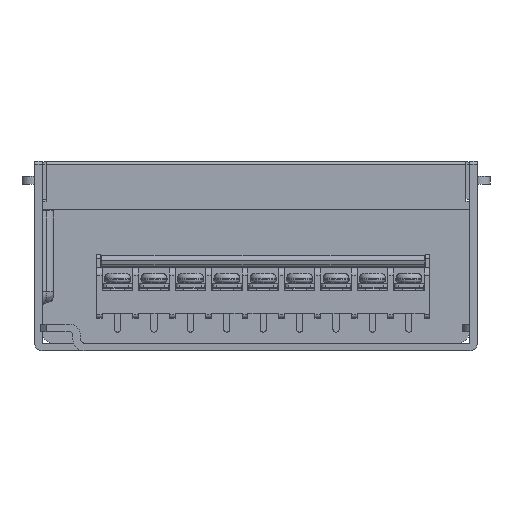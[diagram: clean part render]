
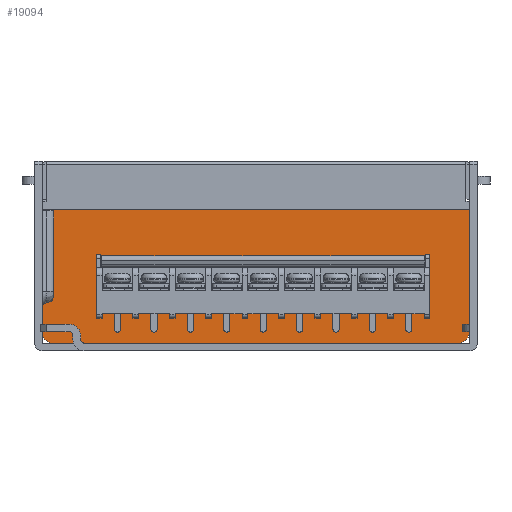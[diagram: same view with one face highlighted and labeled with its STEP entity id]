
A CAD part, left-side view. The second image highlights one B-rep face of the part: STEP entity #19094.
In plain terms, the highlighted planar face has unit normal (-1, 0, 0).
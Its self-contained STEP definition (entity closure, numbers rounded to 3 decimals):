
#6826=LINE('',#111471,#13772);
#6830=LINE('',#111480,#13776);
#6836=LINE('',#111494,#13782);
#6838=LINE('',#111498,#13784);
#6841=LINE('',#111504,#13787);
#6845=LINE('',#111515,#13791);
#6846=LINE('',#111519,#13792);
#6847=LINE('',#111521,#13793);
#13772=VECTOR('',#84050,1.);
#13776=VECTOR('',#84056,1.);
#13782=VECTOR('',#84064,1.);
#13784=VECTOR('',#84068,1.);
#13787=VECTOR('',#84073,1.);
#13791=VECTOR('',#84083,1.);
#13792=VECTOR('',#84090,1.);
#13793=VECTOR('',#84091,1.);
#19094=ADVANCED_FACE('',(#24598),#21630,.T.);
#21630=PLANE('',#71136);
#24598=FACE_OUTER_BOUND('',#28444,.T.);
#28444=EDGE_LOOP('',(#43973,#43974,#43975,#43976,#43977,#43978,#43979,#43980,
#43981,#43982));
#43973=ORIENTED_EDGE('',*,*,#65269,.T.);
#43974=ORIENTED_EDGE('',*,*,#65281,.T.);
#43975=ORIENTED_EDGE('',*,*,#65263,.T.);
#43976=ORIENTED_EDGE('',*,*,#65282,.T.);
#43977=ORIENTED_EDGE('',*,*,#65259,.F.);
#43978=ORIENTED_EDGE('',*,*,#65274,.F.);
#43979=ORIENTED_EDGE('',*,*,#65280,.F.);
#43980=ORIENTED_EDGE('',*,*,#65283,.F.);
#43981=ORIENTED_EDGE('',*,*,#65284,.F.);
#43982=ORIENTED_EDGE('',*,*,#65271,.F.);
#56749=VERTEX_POINT('',#111472);
#56750=VERTEX_POINT('',#111473);
#56753=VERTEX_POINT('',#111481);
#56754=VERTEX_POINT('',#111482);
#56759=VERTEX_POINT('',#111493);
#56760=VERTEX_POINT('',#111495);
#56761=VERTEX_POINT('',#111499);
#56763=VERTEX_POINT('',#111505);
#56766=VERTEX_POINT('',#111514);
#56767=VERTEX_POINT('',#111520);
#65259=EDGE_CURVE('',#56749,#56750,#6826,.T.);
#65263=EDGE_CURVE('',#56753,#56754,#6830,.T.);
#65269=EDGE_CURVE('',#56760,#56759,#6836,.T.);
#65271=EDGE_CURVE('',#56760,#56761,#6838,.T.);
#65274=EDGE_CURVE('',#56763,#56749,#6841,.T.);
#65280=EDGE_CURVE('',#56766,#56763,#6845,.T.);
#65281=EDGE_CURVE('',#56759,#56753,#68127,.T.);
#65282=EDGE_CURVE('',#56754,#56750,#68128,.T.);
#65283=EDGE_CURVE('',#56767,#56766,#6846,.T.);
#65284=EDGE_CURVE('',#56761,#56767,#6847,.T.);
#68127=CIRCLE('',#71134,3.);
#68128=CIRCLE('',#71135,3.);
#71134=AXIS2_PLACEMENT_3D('',#111517,#84086,#84087);
#71135=AXIS2_PLACEMENT_3D('',#111518,#84088,#84089);
#71136=AXIS2_PLACEMENT_3D('',#111522,#84092,#84093);
#84050=DIRECTION('',(0.,0.,-1.));
#84056=DIRECTION('',(0.,-1.,0.));
#84064=DIRECTION('',(0.,0.,-1.));
#84068=DIRECTION('',(0.,-1.,0.));
#84073=DIRECTION('',(0.,-1.,0.));
#84083=DIRECTION('',(0.,0.,-1.));
#84086=DIRECTION('',(-1.,0.,0.));
#84087=DIRECTION('',(0.,0.,1.));
#84088=DIRECTION('',(-1.,0.,0.));
#84089=DIRECTION('',(0.,0.,1.));
#84090=DIRECTION('',(0.,-1.,0.));
#84091=DIRECTION('',(0.,0.,1.));
#84092=DIRECTION('',(-1.,0.,0.));
#84093=DIRECTION('',(0.,0.,1.));
#111471=CARTESIAN_POINT('',(101.,-55.718,48.498));
#111472=CARTESIAN_POINT('',(101.,-55.718,39.));
#111473=CARTESIAN_POINT('',(101.,-55.718,5.));
#111480=CARTESIAN_POINT('',(101.,55.782,2.));
#111481=CARTESIAN_POINT('',(101.,52.782,2.));
#111482=CARTESIAN_POINT('',(101.,-52.718,2.));
#111493=CARTESIAN_POINT('',(101.,55.782,5.));
#111494=CARTESIAN_POINT('',(101.,55.782,48.498));
#111495=CARTESIAN_POINT('',(101.,55.782,39.));
#111498=CARTESIAN_POINT('',(101.,55.782,39.));
#111499=CARTESIAN_POINT('',(101.,54.78,39.));
#111504=CARTESIAN_POINT('',(101.,55.782,39.));
#111505=CARTESIAN_POINT('',(101.,-54.716,39.));
#111514=CARTESIAN_POINT('',(101.,-54.716,48.498));
#111515=CARTESIAN_POINT('',(101.,-54.716,48.498));
#111517=CARTESIAN_POINT('',(101.,52.782,5.));
#111518=CARTESIAN_POINT('',(101.,-52.718,5.));
#111519=CARTESIAN_POINT('',(101.,55.782,48.498));
#111520=CARTESIAN_POINT('',(101.,54.78,48.498));
#111521=CARTESIAN_POINT('',(101.,54.78,48.498));
#111522=CARTESIAN_POINT('',(101.,55.782,48.498));
